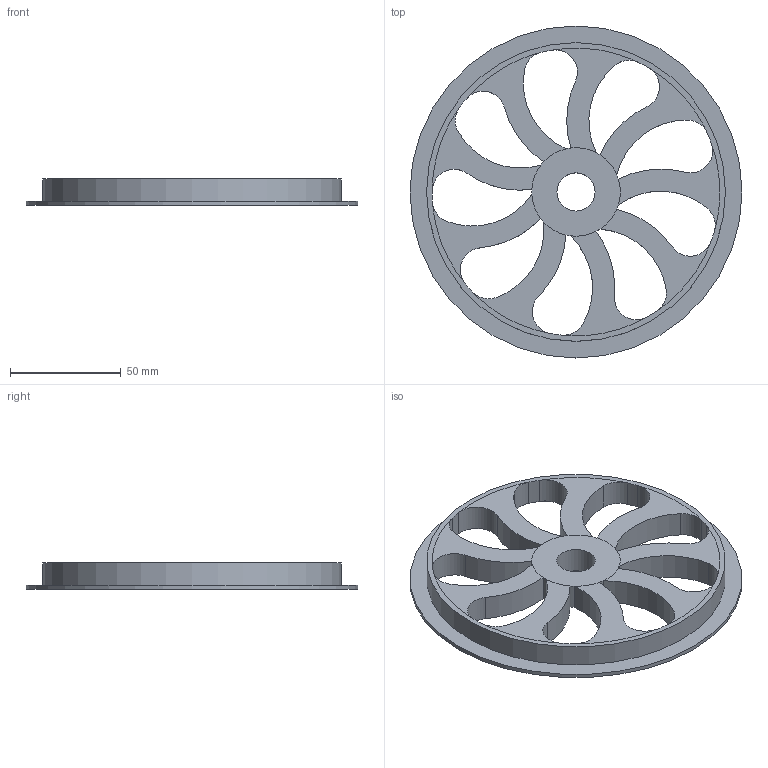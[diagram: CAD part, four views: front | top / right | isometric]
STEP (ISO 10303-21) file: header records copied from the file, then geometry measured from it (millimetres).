
FILE_DESCRIPTION(('FreeCAD Model'),'2;1');
FILE_NAME('SandWheelL_03.step','2020-11-18T09:11:00',('Author'),(''), 'Open CASCADE STEP processor 7.3','FreeCAD','Unknown');
FILE_SCHEMA(('AUTOMOTIVE_DESIGN { 1 0 10303 214 1 1 1 1 }'));
Length unit declared in the file: millimetre
Products named in the file (1): SandWheelV3_L003
Bounding box: 150 x 150 x 11.75 mm (x, y, z)
Volume: 91229.5 mm3; surface area: 39063.7 mm2
Topology: 1 solids, 1 shells, 80 faces, 247 edges, 154 vertices
Faces by surface type: cylinder 39, plane 23, bspline 18
Full cylindrical faces by diameter (mm): 17.25 x1, 135 x1, 150 x1
Entity records: 9548 total; most frequent: CARTESIAN_POINT 5214, DIRECTION 728, ORIENTED_EDGE 494, PCURVE 494, DEFINITIONAL_REPRESENTATION 494, CIRCLE 271, EDGE_CURVE 247, SURFACE_CURVE 244
